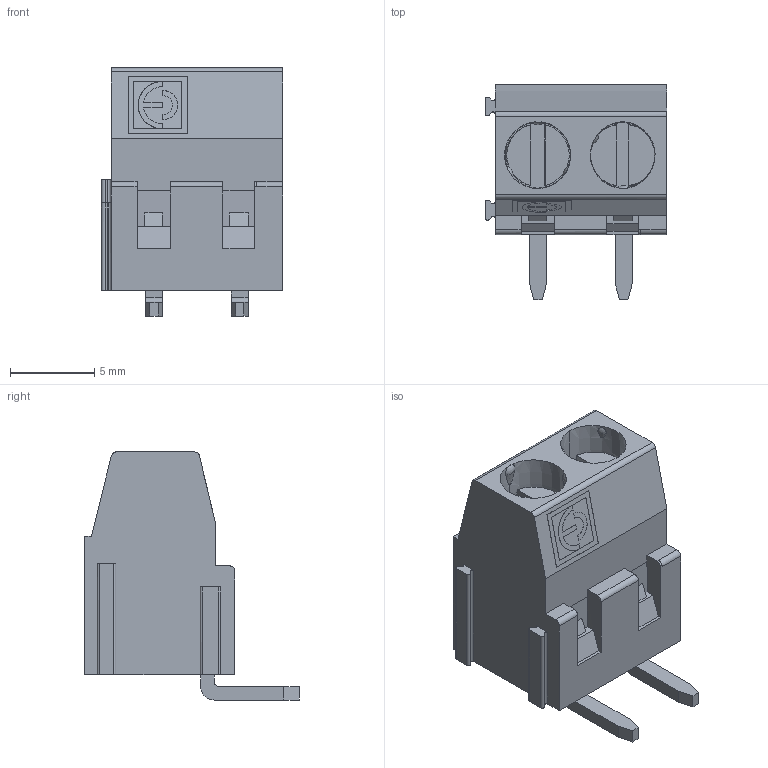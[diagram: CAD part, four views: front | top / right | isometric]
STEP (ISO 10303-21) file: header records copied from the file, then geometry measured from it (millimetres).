
FILE_DESCRIPTION(('STEP AP214'),'1');
FILE_NAME('MVS152-5,08-H.stp','2021-12-22T15:50:49',(' '),(' '),'Spatial InterOp 3D',' ',' ');
FILE_SCHEMA(('automotive_design'));
Length unit declared in the file: metre
Products named in the file (5): 1; 2; 3; 4; 5
Bounding box: 10.74 x 12.73 x 14.7 mm (x, y, z)
Volume: 948.6 mm3; surface area: 838.8 mm2
Topology: 5 solids, 5 shells, 189 faces, 529 edges, 362 vertices
Faces by surface type: plane 117, cylinder 55, cone 10, sphere 6, extrusion 1
Entity records: 8000 total; most frequent: CARTESIAN_POINT 1658, ORIENTED_EDGE 1058, DIRECTION 889, EDGE_CURVE 529, VERTEX_POINT 362, VECTOR 317, LINE 316, AXIS2_PLACEMENT_3D 286
